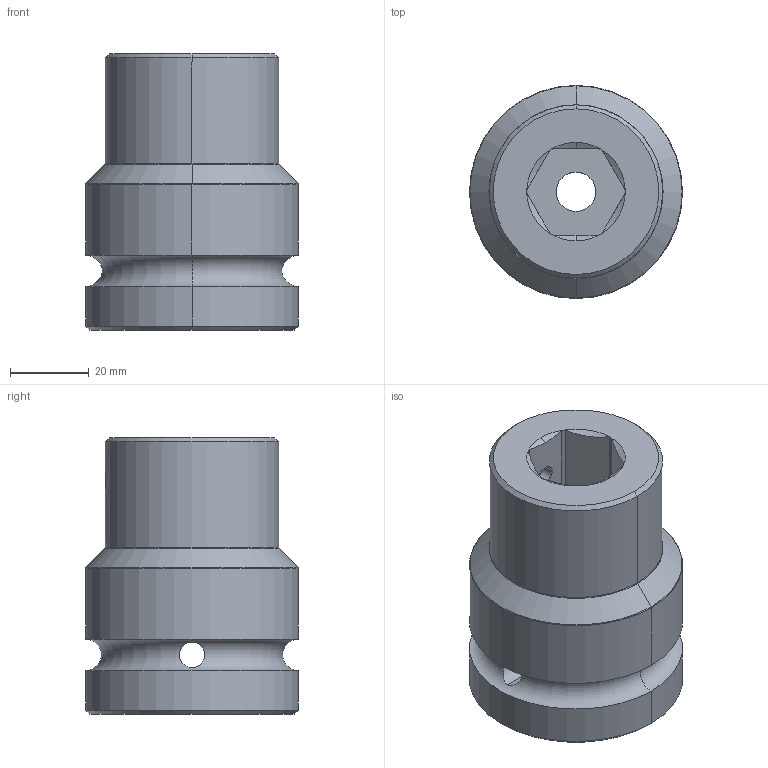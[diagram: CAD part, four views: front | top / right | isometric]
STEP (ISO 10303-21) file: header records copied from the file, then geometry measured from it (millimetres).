
FILE_DESCRIPTION((''),'2;1');
FILE_NAME('4027163511','2023-09-01T09:59:53',('a00565553'),(''),'CREO PARAMETRIC BY PTC INC, 2022414','CREO PARAMETRIC BY PTC INC, 2022414','');
FILE_SCHEMA(('CONFIG_CONTROL_DESIGN','GEOMETRIC_VALIDATION_PROPERTIES_MIM'));
Length unit declared in the file: millimetre
Products named in the file (1): 4027163511
Bounding box: 54 x 54 x 70 mm (x, y, z)
Volume: 102054.8 mm3; surface area: 20854.9 mm2
Topology: 1 solids, 2 shells, 62 faces, 155 edges, 96 vertices
Faces by surface type: cylinder 26, plane 18, cone 12, torus 6
Entity records: 2656 total; most frequent: CARTESIAN_POINT 553, DIRECTION 317, ORIENTED_EDGE 304, PRESENTATION_STYLE_ASSIGNMENT 157, STYLED_ITEM 157, CURVE_STYLE 155, EDGE_CURVE 155, AXIS2_PLACEMENT_3D 127
